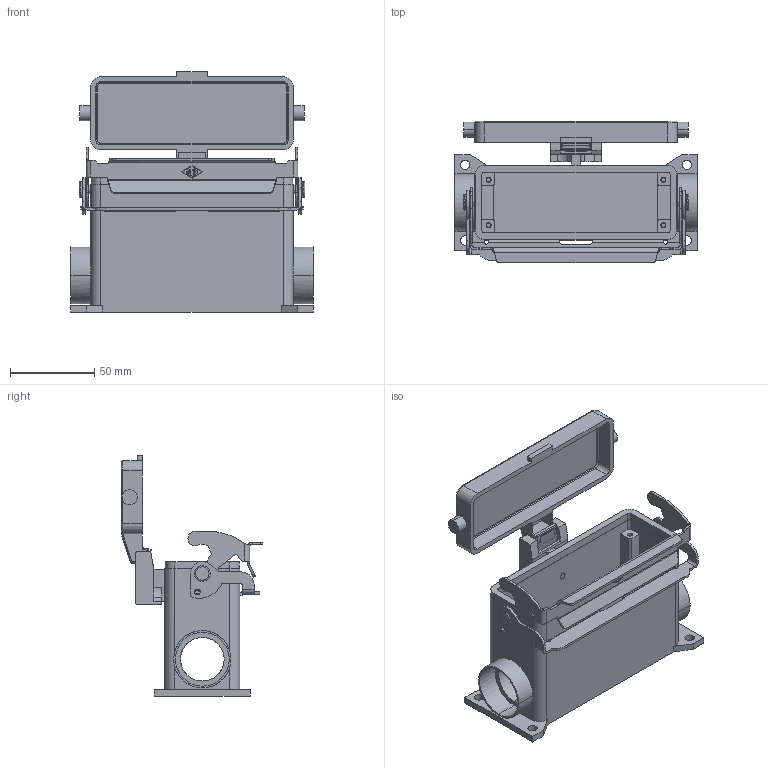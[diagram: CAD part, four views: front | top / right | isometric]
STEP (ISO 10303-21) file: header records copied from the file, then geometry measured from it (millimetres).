
FILE_DESCRIPTION((''),'2;1');
FILE_NAME('MVAP 24LS232.stp','2007-01-05T08:59:23',('gembarski'),(''),'Autodesk Inventor 7','Autodesk Inventor 7','');
FILE_SCHEMA(('AUTOMOTIVE_DESIGN { 1 0 10303 214 1 1 1 1 }'));
Length unit declared in the file: millimetre
Products named in the file (1): MVAP 24LS232
Bounding box: 144 x 84.23 x 143 mm (x, y, z)
Volume: 178173.9 mm3; surface area: 105293.2 mm2
Topology: 4 solids, 4 shells, 574 faces, 1548 edges, 1010 vertices
Faces by surface type: plane 221, cylinder 188, bspline 149, torus 10, cone 4, sphere 2
Entity records: 21178 total; most frequent: CARTESIAN_POINT 6845, ORIENTED_EDGE 3082, DIRECTION 2877, EDGE_CURVE 1541, VERTEX_POINT 1010, AXIS2_PLACEMENT_3D 968, VECTOR 941, LINE 941
